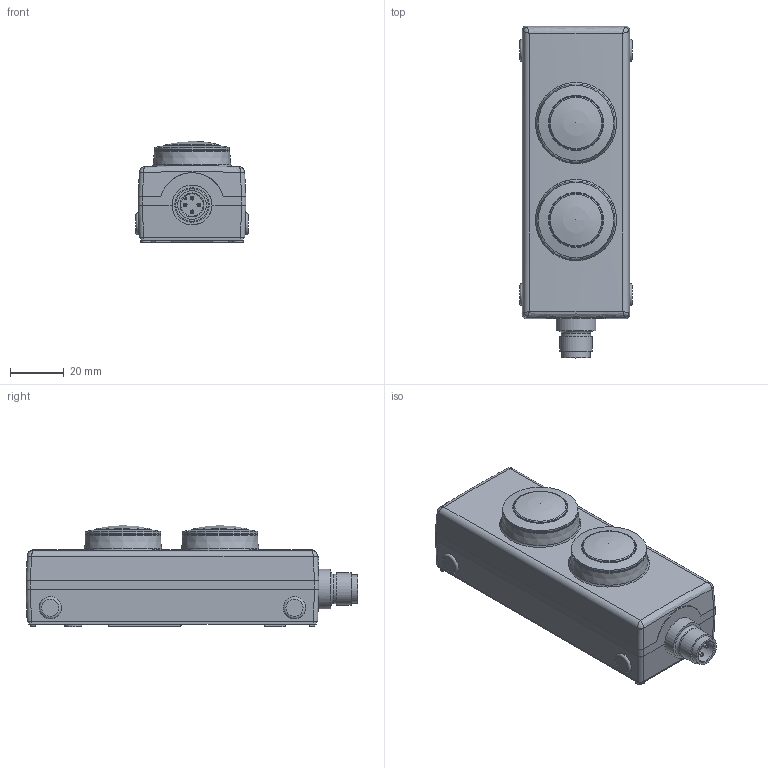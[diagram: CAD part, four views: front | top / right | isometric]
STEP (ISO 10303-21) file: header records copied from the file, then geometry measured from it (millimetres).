
FILE_DESCRIPTION(/* description */ (''),/* implementation_level */ '2;1');
FILE_NAME(/* name */ 'MBM124_TITO_ipt.stp',/* time_stamp */ '2018-03-09T08:37:13+01:00',/* author */ ('ahoffmann'),/* organization */ (''),/* preprocessor_version */ 'ST-DEVELOPER v16.1',/* originating_system */ 'Autodesk Inventor 2016',/* authorisation */ '');
FILE_SCHEMA (('AUTOMOTIVE_DESIGN { 1 0 10303 214 3 1 1 }'));
Length unit declared in the file: centimetre
Products named in the file (1): MBM124_TITO_vereinfacht
Bounding box: 41.8 x 123.15 x 37.64 mm (x, y, z)
Volume: 128967.2 mm3; surface area: 20819 mm2
Topology: 1 solids, 3 shells, 182 faces, 412 edges, 264 vertices
Faces by surface type: plane 81, cylinder 62, torus 16, bspline 15, sphere 4, cone 4
Full cylindrical faces by diameter (mm): 1.3 x4, 6.4 x1, 6.5 x3, 8.2 x4, 8.3 x1, 10.6 x1, 10.8 x1, 12 x1, 14.8 x1, 19.7 x2, 27.4 x4, 27.9 x2, 28 x2, 30 x2, 30.1 x2
Entity records: 5166 total; most frequent: CARTESIAN_POINT 1354, DIRECTION 818, ORIENTED_EDGE 674, AXIS2_PLACEMENT_3D 339, EDGE_CURVE 337, EDGE_LOOP 267, VERTEX_POINT 246, FACE_OUTER_BOUND 182
